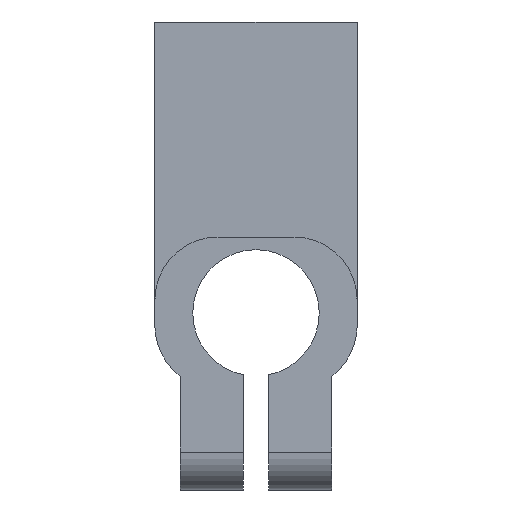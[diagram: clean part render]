
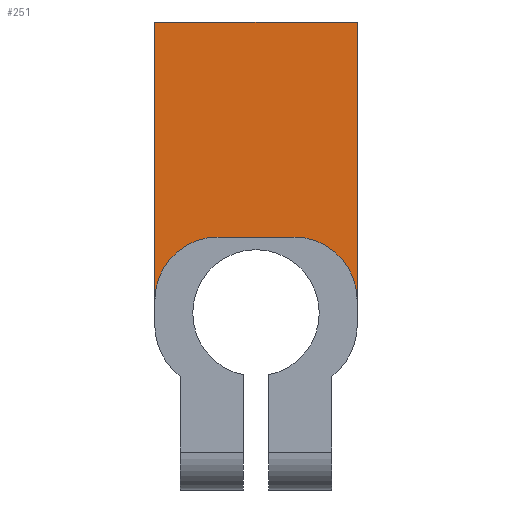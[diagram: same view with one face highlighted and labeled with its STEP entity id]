
A CAD part, left-side view. The second image highlights one B-rep face of the part: STEP entity #251.
In plain terms, the highlighted planar face has unit normal (-1, 0, 0).
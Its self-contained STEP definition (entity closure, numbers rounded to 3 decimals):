
#97=CARTESIAN_POINT('Line Origine',(-2.,8.,23.)) ;
#101=CARTESIAN_POINT('Vertex',(-2.,0.,23.)) ;
#103=CARTESIAN_POINT('Vertex',(-2.,16.,23.)) ;
#142=CARTESIAN_POINT('Line Origine',(-2.,0.,12.)) ;
#146=CARTESIAN_POINT('Vertex',(-2.,0.,1.)) ;
#189=CARTESIAN_POINT('Vertex',(-2.,16.,1.)) ;
#192=CARTESIAN_POINT('Line Origine',(-2.,16.,12.)) ;
#219=CARTESIAN_POINT('Axis2P3D Location',(-2.,0.,6.)) ;
#224=CARTESIAN_POINT('Axis2P3D Location',(-2.,5.,1.)) ;
#228=CARTESIAN_POINT('Vertex',(-2.,5.,6.)) ;
#231=CARTESIAN_POINT('Axis2P3D Location',(-2.,11.,1.)) ;
#235=CARTESIAN_POINT('Vertex',(-2.,11.,6.)) ;
#238=CARTESIAN_POINT('Line Origine',(-2.,8.,6.)) ;
#98=DIRECTION('Vector Direction',(0.,1.,0.)) ;
#143=DIRECTION('Vector Direction',(0.,0.,-1.)) ;
#193=DIRECTION('Vector Direction',(0.,0.,-1.)) ;
#220=DIRECTION('Axis2P3D Direction',(-1.,0.,0.)) ;
#221=DIRECTION('Axis2P3D XDirection',(0.,0.,1.)) ;
#225=DIRECTION('Axis2P3D Direction',(-1.,0.,0.)) ;
#232=DIRECTION('Axis2P3D Direction',(-1.,0.,0.)) ;
#239=DIRECTION('Vector Direction',(0.,1.,0.)) ;
#222=AXIS2_PLACEMENT_3D('Plane Axis2P3D',#219,#220,#221) ;
#226=AXIS2_PLACEMENT_3D('Circle Axis2P3D',#224,#225,$) ;
#233=AXIS2_PLACEMENT_3D('Circle Axis2P3D',#231,#232,$) ;
#244=ORIENTED_EDGE('',*,*,#230,.F.) ;
#245=ORIENTED_EDGE('',*,*,#148,.T.) ;
#246=ORIENTED_EDGE('',*,*,#105,.T.) ;
#247=ORIENTED_EDGE('',*,*,#196,.T.) ;
#248=ORIENTED_EDGE('',*,*,#237,.F.) ;
#249=ORIENTED_EDGE('',*,*,#242,.F.) ;
#99=VECTOR('Line Direction',#98,1.) ;
#144=VECTOR('Line Direction',#143,1.) ;
#194=VECTOR('Line Direction',#193,1.) ;
#240=VECTOR('Line Direction',#239,1.) ;
#251=ADVANCED_FACE('Corps principal',(#250),#223,.T.) ;
#227=CIRCLE('generated circle',#226,5.) ;
#234=CIRCLE('generated circle',#233,5.) ;
#105=EDGE_CURVE('',#102,#104,#100,.T.) ;
#148=EDGE_CURVE('',#147,#102,#145,.F.) ;
#196=EDGE_CURVE('',#104,#190,#195,.T.) ;
#230=EDGE_CURVE('',#147,#229,#227,.T.) ;
#237=EDGE_CURVE('',#236,#190,#234,.T.) ;
#242=EDGE_CURVE('',#229,#236,#241,.T.) ;
#243=EDGE_LOOP('',(#244,#245,#246,#247,#248,#249)) ;
#250=FACE_OUTER_BOUND('',#243,.T.) ;
#100=LINE('Line',#97,#99) ;
#145=LINE('Line',#142,#144) ;
#195=LINE('Line',#192,#194) ;
#241=LINE('Line',#238,#240) ;
#223=PLANE('',#222) ;
#102=VERTEX_POINT('',#101) ;
#104=VERTEX_POINT('',#103) ;
#147=VERTEX_POINT('',#146) ;
#190=VERTEX_POINT('',#189) ;
#229=VERTEX_POINT('',#228) ;
#236=VERTEX_POINT('',#235) ;
